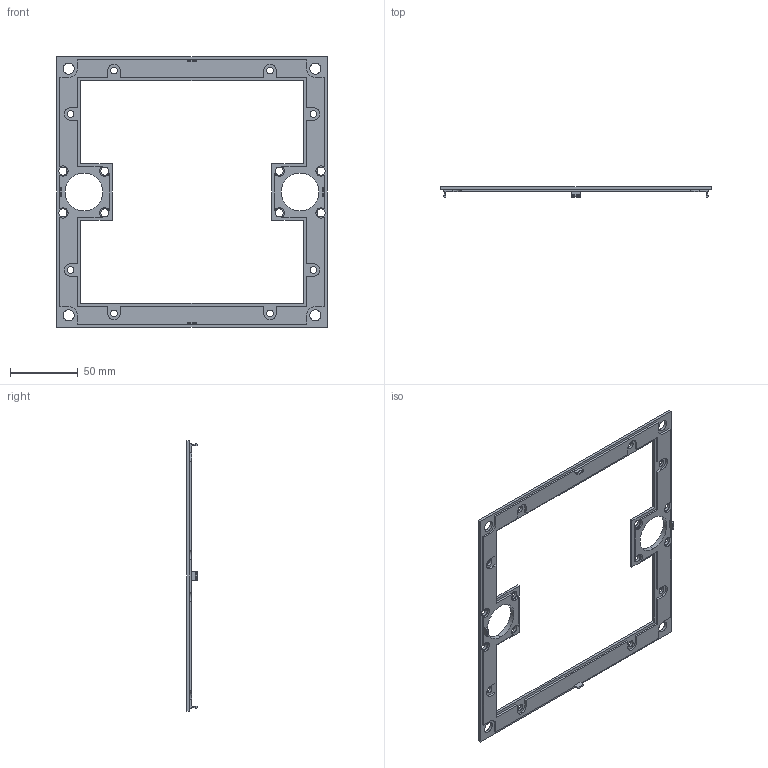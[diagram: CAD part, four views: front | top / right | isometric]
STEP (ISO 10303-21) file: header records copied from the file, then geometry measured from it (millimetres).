
FILE_DESCRIPTION (( 'STEP AP214' ), '1' );
FILE_NAME ('Cad.STEP', '2022-12-14T19:49:58', ( '' ), ( '' ), 'SwSTEP 2.0', 'SolidWorks 2020', '' );
FILE_SCHEMA (( 'AUTOMOTIVE_DESIGN' ));
Length unit declared in the file: millimetre
Products named in the file (1): Cad
Bounding box: 200 x 7.5 x 200 mm (x, y, z)
Volume: 38725.9 mm3; surface area: 33177.3 mm2
Topology: 1 solids, 1 shells, 181 faces, 519 edges, 346 vertices
Faces by surface type: plane 104, cylinder 77
Entity records: 6073 total; most frequent: CARTESIAN_POINT 1047, ORIENTED_EDGE 1038, DIRECTION 1037, EDGE_CURVE 519, VECTOR 365, LINE 365, VERTEX_POINT 346, AXIS2_PLACEMENT_3D 336
